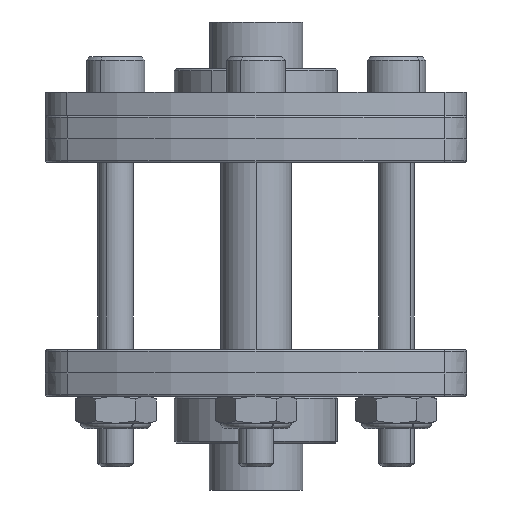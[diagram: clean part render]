
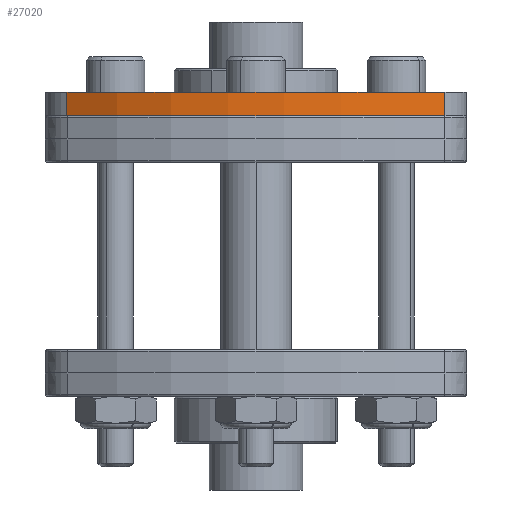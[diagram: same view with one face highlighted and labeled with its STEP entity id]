
A CAD part, front view. The second image highlights one B-rep face of the part: STEP entity #27020.
In plain terms, the highlighted cylindrical face has radius 47.625 mm (diameter 95.25 mm), a partial arc.
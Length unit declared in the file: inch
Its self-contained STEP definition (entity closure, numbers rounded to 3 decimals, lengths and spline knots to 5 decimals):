
#424 = VERTEX_POINT ( 'NONE', #15205 ) ;
#539 = CARTESIAN_POINT ( 'NONE',  ( 0., 1.06702, 0.25 ) ) ;
#1889 = DIRECTION ( 'NONE',  ( 0., 0., -1. ) ) ;
#2262 = CARTESIAN_POINT ( 'NONE',  ( 1.00962, -0.51295, 0.125 ) ) ;
#4183 = LINE ( 'NONE', #20209, #11024 ) ;
#4206 = VERTEX_POINT ( 'NONE', #7329 ) ;
#4583 = CARTESIAN_POINT ( 'NONE',  ( -1.00962, -0.51295, 0.25 ) ) ;
#5045 = DIRECTION ( 'NONE',  ( 0., 0., -1. ) ) ;
#6127 = EDGE_CURVE ( 'NONE', #424, #19867, #12930, .T. ) ;
#6964 = DIRECTION ( 'NONE',  ( 0., 0., -1. ) ) ;
#7329 = CARTESIAN_POINT ( 'NONE',  ( 1.00962, -0.51295, 0.25 ) ) ;
#7591 = DIRECTION ( 'NONE',  ( 0., 0., 1. ) ) ;
#9384 = ORIENTED_EDGE ( 'NONE', *, *, #25227, .F. ) ;
#9607 = CARTESIAN_POINT ( 'NONE',  ( 0., 1.06702, 0.25 ) ) ;
#10763 = DIRECTION ( 'NONE',  ( 0., 0., 1. ) ) ;
#11024 = VECTOR ( 'NONE', #1889, 39.37008 ) ;
#12005 = AXIS2_PLACEMENT_3D ( 'NONE', #539, #7591, #16973 ) ;
#12806 = VECTOR ( 'NONE', #5045, 39.37008 ) ;
#12930 = CIRCLE ( 'NONE', #21779, 1.875 ) ;
#14503 = EDGE_CURVE ( 'NONE', #15396, #424, #21082, .T. ) ;
#15044 = ORIENTED_EDGE ( 'NONE', *, *, #6127, .T. ) ;
#15205 = CARTESIAN_POINT ( 'NONE',  ( -1.00962, -0.51295, 0.125 ) ) ;
#15396 = VERTEX_POINT ( 'NONE', #4583 ) ;
#16973 = DIRECTION ( 'NONE',  ( 1., 0., 0. ) ) ;
#19867 = VERTEX_POINT ( 'NONE', #2262 ) ;
#20137 = DIRECTION ( 'NONE',  ( 1., 0., 0. ) ) ;
#20209 = CARTESIAN_POINT ( 'NONE',  ( 1.00962, -0.51295, 0.25 ) ) ;
#20555 = EDGE_LOOP ( 'NONE', ( #15044, #9384, #25827, #23006 ) ) ;
#21082 = LINE ( 'NONE', #28329, #12806 ) ;
#21594 = DIRECTION ( 'NONE',  ( -1., 0., 0. ) ) ;
#21779 = AXIS2_PLACEMENT_3D ( 'NONE', #24922, #10763, #20137 ) ;
#23006 = ORIENTED_EDGE ( 'NONE', *, *, #14503, .T. ) ;
#24922 = CARTESIAN_POINT ( 'NONE',  ( 0., 1.06702, 0.125 ) ) ;
#25005 = EDGE_CURVE ( 'NONE', #15396, #4206, #25274, .T. ) ;
#25227 = EDGE_CURVE ( 'NONE', #4206, #19867, #4183, .T. ) ;
#25274 = CIRCLE ( 'NONE', #12005, 1.875 ) ;
#25824 = AXIS2_PLACEMENT_3D ( 'NONE', #9607, #6964, #21594 ) ;
#25827 = ORIENTED_EDGE ( 'NONE', *, *, #25005, .F. ) ;
#25895 = FACE_OUTER_BOUND ( 'NONE', #20555, .T. ) ;
#27020 = ADVANCED_FACE ( 'NONE', ( #25895 ), #28526, .T. ) ;
#28329 = CARTESIAN_POINT ( 'NONE',  ( -1.00962, -0.51295, 0.25 ) ) ;
#28526 = CYLINDRICAL_SURFACE ( 'NONE', #25824, 1.875 ) ;
